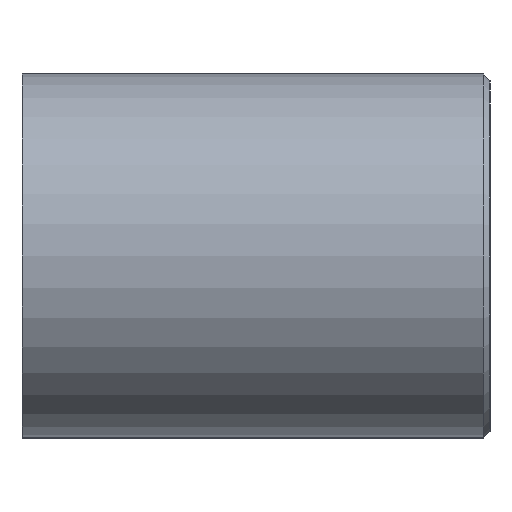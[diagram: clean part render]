
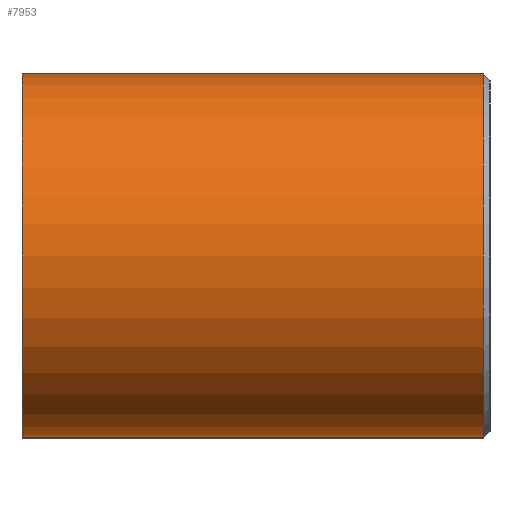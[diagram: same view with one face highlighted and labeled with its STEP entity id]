
A CAD part, left-side view. The second image highlights one B-rep face of the part: STEP entity #7953.
In plain terms, the highlighted cylindrical face has radius 7 mm (diameter 14 mm), a partial arc.
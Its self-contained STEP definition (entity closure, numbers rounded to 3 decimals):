
#604=FACE_OUTER_BOUND('',#1060,.T.);
#1060=EDGE_LOOP('',(#6349,#6350,#6351,#6352));
#1909=LINE('',#12553,#2922);
#1920=LINE('',#12568,#2933);
#2922=VECTOR('',#9582,1000.);
#2933=VECTOR('',#9595,1000.);
#3519=CIRCLE('',#8463,7.);
#3523=CIRCLE('',#8472,7.);
#4033=VERTEX_POINT('',#12524);
#4044=VERTEX_POINT('',#12548);
#4045=VERTEX_POINT('',#12552);
#4048=VERTEX_POINT('',#12566);
#4908=EDGE_CURVE('',#4044,#4033,#3519,.T.);
#4909=EDGE_CURVE('',#4033,#4045,#1909,.T.);
#4920=EDGE_CURVE('',#4048,#4044,#1920,.T.);
#5044=EDGE_CURVE('',#4048,#4045,#3523,.T.);
#6349=ORIENTED_EDGE('',*,*,#4920,.F.);
#6350=ORIENTED_EDGE('',*,*,#5044,.T.);
#6351=ORIENTED_EDGE('',*,*,#4909,.F.);
#6352=ORIENTED_EDGE('',*,*,#4908,.F.);
#7840=CYLINDRICAL_SURFACE('',#8471,7.);
#7953=ADVANCED_FACE('',(#604),#7840,.T.);
#8463=AXIS2_PLACEMENT_3D('',#12550,#9578,#9579);
#8471=AXIS2_PLACEMENT_3D('',#12784,#9726,#9727);
#8472=AXIS2_PLACEMENT_3D('',#12785,#9728,#9729);
#9578=DIRECTION('center_axis',(0.,1.,0.));
#9579=DIRECTION('ref_axis',(0.,0.,1.));
#9582=DIRECTION('',(0.,-1.,0.));
#9595=DIRECTION('',(0.,1.,0.));
#9726=DIRECTION('center_axis',(0.,-1.,0.));
#9727=DIRECTION('ref_axis',(0.,0.,-1.));
#9728=DIRECTION('center_axis',(0.,1.,0.));
#9729=DIRECTION('ref_axis',(0.,0.,1.));
#12524=CARTESIAN_POINT('',(-72.,9.,7.));
#12548=CARTESIAN_POINT('',(-72.,9.,-7.));
#12550=CARTESIAN_POINT('Origin',(-72.,9.,0.));
#12552=CARTESIAN_POINT('',(-72.,-8.75,7.));
#12553=CARTESIAN_POINT('',(-72.,9.,7.));
#12566=CARTESIAN_POINT('',(-72.,-8.75,-7.));
#12568=CARTESIAN_POINT('',(-72.,9.,-7.));
#12784=CARTESIAN_POINT('Origin',(-72.,9.,0.));
#12785=CARTESIAN_POINT('Origin',(-72.,-8.75,0.));
